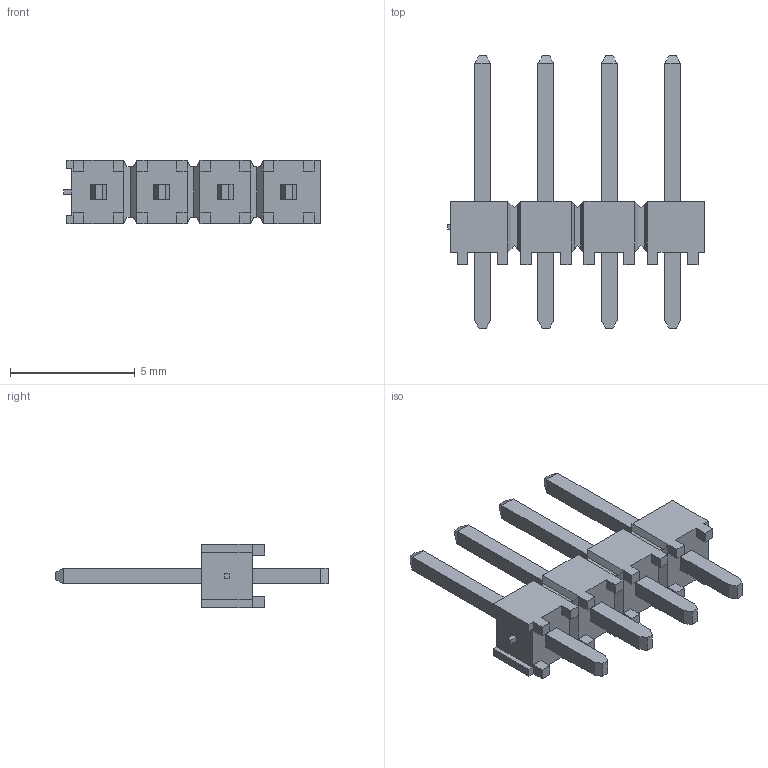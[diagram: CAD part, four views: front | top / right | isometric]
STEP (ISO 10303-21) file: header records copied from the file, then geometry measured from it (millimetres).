
FILE_DESCRIPTION(('CAx-IF Rec.Pracs.---Model Styling and Organization---1.5---2016-08-15','CAx-IF Rec.Pracs.---Geometric and Assembly Validation Properties---4.4---2016-08-17','CAx-IF Rec.Pracs.---User Defined Attributes---1.5---2016-08-15','CAx-IF Rec.Pracs.---External References---2.1---2005-01-19'),'2;1');
FILE_NAME('TSW-104-07-x-S.step','2020-08-13T01:08:05',('Unspecified'),('Unspecified'),'CAD Exchanger 3.8.1 (cadexchanger.com)','Unspecified','');
FILE_SCHEMA(('AUTOMOTIVE_DESIGN { 1 0 10303 214 1 1 1 1 }'));
Length unit declared in the file: millimetre
Products named in the file (3): TSW-104-07-T-S; _TSW-104-07-T-S_body; _T-1S6-07-TSW-1-07-4-S
Assembly tree (2 placements, depth 2):
  TSW-104-07-T-S
    _TSW-104-07-T-S_body
    _T-1S6-07-TSW-1-07-4-S
Bounding box: 10.29 x 10.92 x 2.54 mm (x, y, z)
Volume: 65.9 mm3; surface area: 263.7 mm2
Topology: 2 solids, 2 shells, 207 faces, 530 edges, 336 vertices
Faces by surface type: plane 207
Entity records: 7708 total; most frequent: CARTESIAN_POINT 1075, ORIENTED_EDGE 1060, DIRECTION 948, EDGE_CURVE 530, LINE 530, VECTOR 530, VERTEX_POINT 336, FACE_BOUND 224
